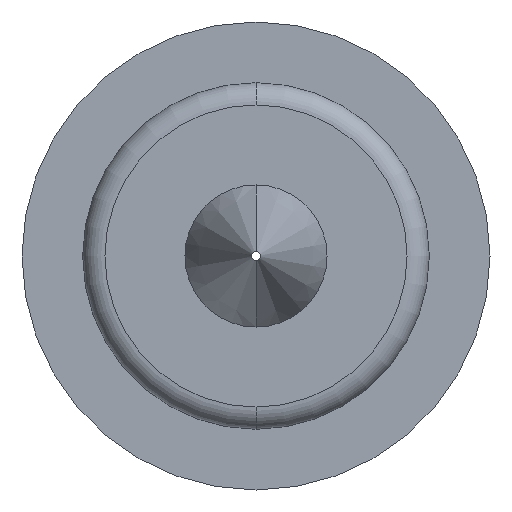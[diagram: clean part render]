
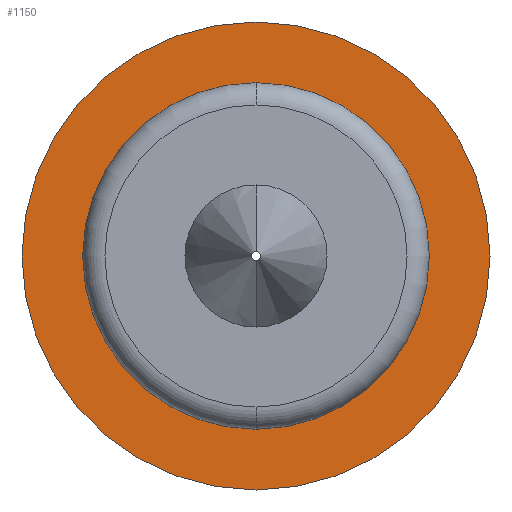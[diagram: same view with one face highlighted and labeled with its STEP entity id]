
A CAD part, front view. The second image highlights one B-rep face of the part: STEP entity #1150.
In plain terms, the highlighted planar face has unit normal (0, -1, 0).
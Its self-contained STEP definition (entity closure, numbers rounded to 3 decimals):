
#14 = EDGE_CURVE ( 'NONE', #576, #630, #1115, .T. ) ;
#54 = CIRCLE ( 'NONE', #703, 5.85 ) ;
#58 = EDGE_LOOP ( 'NONE', ( #941, #189 ) ) ;
#72 = DIRECTION ( 'NONE',  ( 0., -1., 0. ) ) ;
#99 = CARTESIAN_POINT ( 'NONE',  ( 0., 0., -5.85 ) ) ;
#103 = EDGE_LOOP ( 'NONE', ( #475, #1225 ) ) ;
#107 = CARTESIAN_POINT ( 'NONE',  ( 0., 0., 5.85 ) ) ;
#184 = DIRECTION ( 'NONE',  ( 0., -1., 0. ) ) ;
#189 = ORIENTED_EDGE ( 'NONE', *, *, #819, .T. ) ;
#268 = DIRECTION ( 'NONE',  ( 0., 0., -1. ) ) ;
#285 = CIRCLE ( 'NONE', #979, 7.9 ) ;
#286 = DIRECTION ( 'NONE',  ( 0., 0., -1. ) ) ;
#289 = PLANE ( 'NONE',  #827 ) ;
#328 = CARTESIAN_POINT ( 'NONE',  ( 0., 0., 7.9 ) ) ;
#342 = AXIS2_PLACEMENT_3D ( 'NONE', #345, #660, #1271 ) ;
#345 = CARTESIAN_POINT ( 'NONE',  ( 0., 0., 0. ) ) ;
#410 = FACE_OUTER_BOUND ( 'NONE', #58, .T. ) ;
#416 = DIRECTION ( 'NONE',  ( 0., 0., -1. ) ) ;
#475 = ORIENTED_EDGE ( 'NONE', *, *, #1098, .F. ) ;
#501 = CARTESIAN_POINT ( 'NONE',  ( 0., 0., 0. ) ) ;
#516 = FACE_BOUND ( 'NONE', #103, .T. ) ;
#552 = CIRCLE ( 'NONE', #1040, 5.85 ) ;
#576 = VERTEX_POINT ( 'NONE', #866 ) ;
#630 = VERTEX_POINT ( 'NONE', #328 ) ;
#660 = DIRECTION ( 'NONE',  ( 0., -1., 0. ) ) ;
#670 = CARTESIAN_POINT ( 'NONE',  ( 0., 0., 0. ) ) ;
#703 = AXIS2_PLACEMENT_3D ( 'NONE', #501, #796, #286 ) ;
#714 = CARTESIAN_POINT ( 'NONE',  ( 0., 0., 0. ) ) ;
#769 = EDGE_CURVE ( 'NONE', #930, #1183, #54, .T. ) ;
#796 = DIRECTION ( 'NONE',  ( 0., -1., 0. ) ) ;
#802 = CARTESIAN_POINT ( 'NONE',  ( 7.9, 0., 0. ) ) ;
#819 = EDGE_CURVE ( 'NONE', #630, #576, #285, .T. ) ;
#827 = AXIS2_PLACEMENT_3D ( 'NONE', #802, #184, #416 ) ;
#866 = CARTESIAN_POINT ( 'NONE',  ( 0., 0., -7.9 ) ) ;
#930 = VERTEX_POINT ( 'NONE', #107 ) ;
#941 = ORIENTED_EDGE ( 'NONE', *, *, #14, .T. ) ;
#979 = AXIS2_PLACEMENT_3D ( 'NONE', #714, #72, #1204 ) ;
#1040 = AXIS2_PLACEMENT_3D ( 'NONE', #670, #1068, #268 ) ;
#1068 = DIRECTION ( 'NONE',  ( 0., -1., 0. ) ) ;
#1098 = EDGE_CURVE ( 'NONE', #1183, #930, #552, .T. ) ;
#1115 = CIRCLE ( 'NONE', #342, 7.9 ) ;
#1150 = ADVANCED_FACE ( 'NONE', ( #410, #516 ), #289, .T. ) ;
#1183 = VERTEX_POINT ( 'NONE', #99 ) ;
#1204 = DIRECTION ( 'NONE',  ( 0., 0., -1. ) ) ;
#1225 = ORIENTED_EDGE ( 'NONE', *, *, #769, .F. ) ;
#1271 = DIRECTION ( 'NONE',  ( 0., 0., -1. ) ) ;
